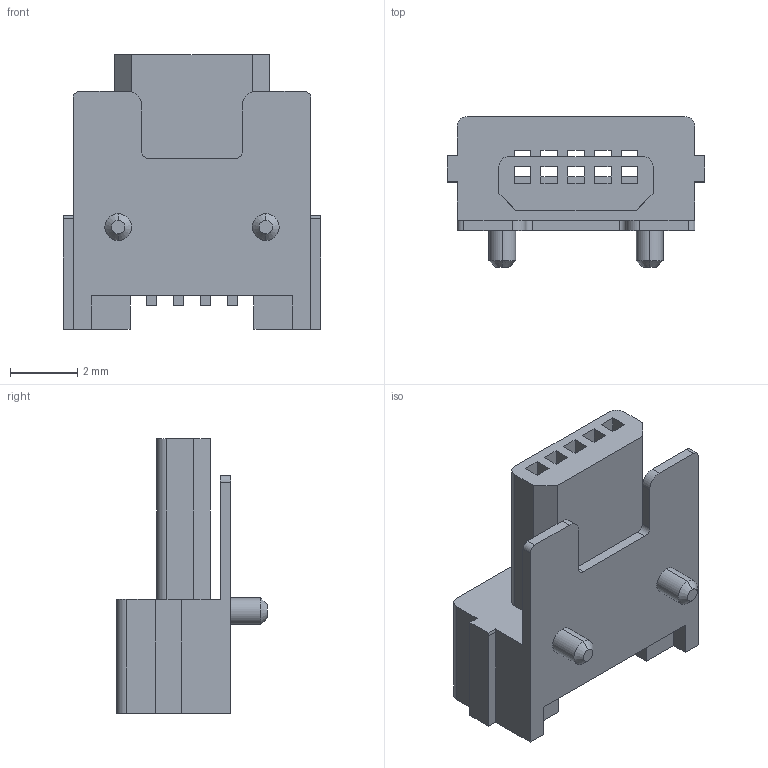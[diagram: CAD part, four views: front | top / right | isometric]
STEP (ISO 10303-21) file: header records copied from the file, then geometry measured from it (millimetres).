
FILE_DESCRIPTION (( 'STEP AP203' ), '1' );
FILE_NAME ('MINIUSBCORE_Default_sldprt.STEP', '2024-02-04T16:43:17', ( '' ), ( '' ), 'SwSTEP 2.0', 'SolidWorks 2023', '' );
FILE_SCHEMA (( 'CONFIG_CONTROL_DESIGN' ));
Length unit declared in the file: millimetre
Products named in the file (1): MINIUSBCORE_Default_sldprt
Bounding box: 7.7 x 4.5 x 8.2 mm (x, y, z)
Volume: 94.1 mm3; surface area: 294.6 mm2
Topology: 1 solids, 1 shells, 127 faces, 380 edges, 252 vertices
Faces by surface type: plane 105, cylinder 18, cone 4
Entity records: 4339 total; most frequent: ORIENTED_EDGE 760, CARTESIAN_POINT 760, DIRECTION 676, EDGE_CURVE 380, LINE 340, VECTOR 340, VERTEX_POINT 252, AXIS2_PLACEMENT_3D 168
